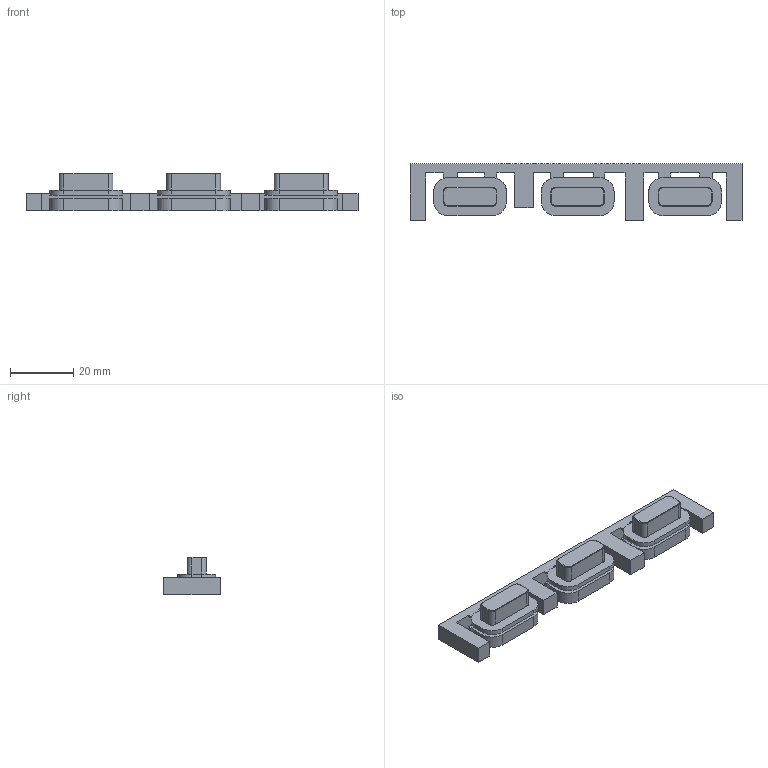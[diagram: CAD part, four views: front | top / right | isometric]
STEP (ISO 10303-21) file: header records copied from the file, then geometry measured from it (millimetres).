
FILE_DESCRIPTION(/* description */ (''),/* implementation_level */ '2;1');
FILE_NAME(/* name */ 'monitor-cue-btns v13.step',/* time_stamp */ '2021-07-18T23:09:47+02:00',/* author */ (''),/* organization */ (''),/* preprocessor_version */ 'ST-DEVELOPER v18.1',/* originating_system */ 'Autodesk Translation Framework v10.9.0.1377',/* authorisation */ '');
FILE_SCHEMA (('AUTOMOTIVE_DESIGN { 1 0 10303 214 3 1 1 }'));
Length unit declared in the file: millimetre
Products named in the file (1): monitor-cue-btns
Bounding box: 105 x 17.97 x 12 mm (x, y, z)
Volume: 7133.7 mm3; surface area: 8658.8 mm2
Topology: 4 solids, 4 shells, 259 faces, 746 edges, 489 vertices
Faces by surface type: plane 169, cylinder 78, cone 12
Entity records: 8545 total; most frequent: CARTESIAN_POINT 1495, ORIENTED_EDGE 1492, DIRECTION 1446, EDGE_CURVE 746, LINE 566, VECTOR 566, VERTEX_POINT 489, AXIS2_PLACEMENT_3D 440
